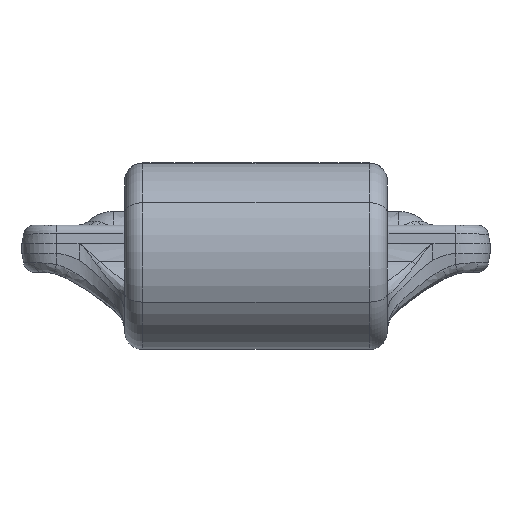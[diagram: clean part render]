
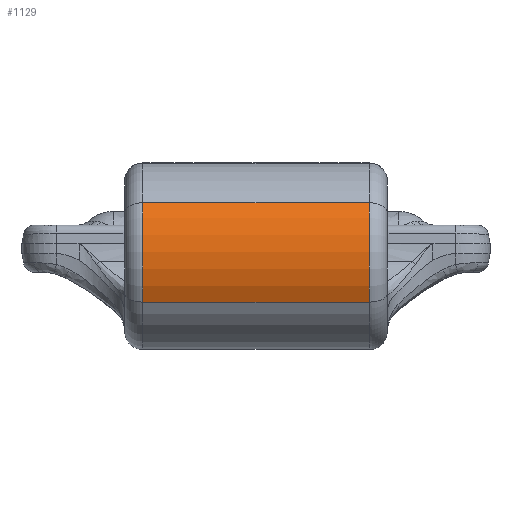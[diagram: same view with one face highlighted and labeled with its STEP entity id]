
A CAD part, left-side view. The second image highlights one B-rep face of the part: STEP entity #1129.
In plain terms, the highlighted cylindrical face has radius 17.5 mm (diameter 35 mm), a partial arc.
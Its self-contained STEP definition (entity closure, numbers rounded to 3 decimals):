
#233=CYLINDRICAL_SURFACE('',#11424,17.5);
#790=CIRCLE('',#11422,17.5);
#791=CIRCLE('',#11423,17.5);
#1129=ADVANCED_FACE('',(#1899),#233,.T.);
#1899=FACE_OUTER_BOUND('',#2611,.T.);
#2611=EDGE_LOOP('',(#4589,#4590,#4591,#4592));
#4589=ORIENTED_EDGE('',*,*,#8908,.F.);
#4590=ORIENTED_EDGE('',*,*,#9073,.T.);
#4591=ORIENTED_EDGE('',*,*,#9074,.T.);
#4592=ORIENTED_EDGE('',*,*,#9075,.F.);
#7858=VERTEX_POINT('',#15277);
#7859=VERTEX_POINT('',#15279);
#8017=VERTEX_POINT('',#16115);
#8018=VERTEX_POINT('',#16117);
#8908=EDGE_CURVE('',#7858,#7859,#10572,.T.);
#9073=EDGE_CURVE('',#7858,#8017,#790,.T.);
#9074=EDGE_CURVE('',#8017,#8018,#10612,.T.);
#9075=EDGE_CURVE('',#7859,#8018,#791,.T.);
#10572=LINE('',#15278,#11033);
#10612=LINE('',#16116,#11074);
#11033=VECTOR('',#12457,1.);
#11074=VECTOR('',#12558,1.);
#11422=AXIS2_PLACEMENT_3D('',#16114,#12556,#12557);
#11423=AXIS2_PLACEMENT_3D('',#16118,#12559,#12560);
#11424=AXIS2_PLACEMENT_3D('',#16119,#12561,#12562);
#12457=DIRECTION('',(0.,1.,0.));
#12556=DIRECTION('',(0.,1.,0.));
#12557=DIRECTION('',(0.,0.,1.));
#12558=DIRECTION('',(0.,1.,0.));
#12559=DIRECTION('',(0.,1.,0.));
#12560=DIRECTION('',(0.,0.,1.));
#12561=DIRECTION('',(0.,1.,0.));
#12562=DIRECTION('',(0.,0.,1.));
#15277=CARTESIAN_POINT('',(-92.799,-19.847,-9.359));
#15278=CARTESIAN_POINT('',(-92.799,-41.,-9.359));
#15279=CARTESIAN_POINT('',(-92.799,19.847,-9.359));
#16114=CARTESIAN_POINT('',(-77.182,-19.847,-1.462));
#16115=CARTESIAN_POINT('',(-91.883,-19.847,8.031));
#16116=CARTESIAN_POINT('',(-91.883,-41.,8.031));
#16117=CARTESIAN_POINT('',(-91.883,19.847,8.031));
#16118=CARTESIAN_POINT('',(-77.182,19.847,-1.462));
#16119=CARTESIAN_POINT('',(-77.182,-41.,-1.462));
